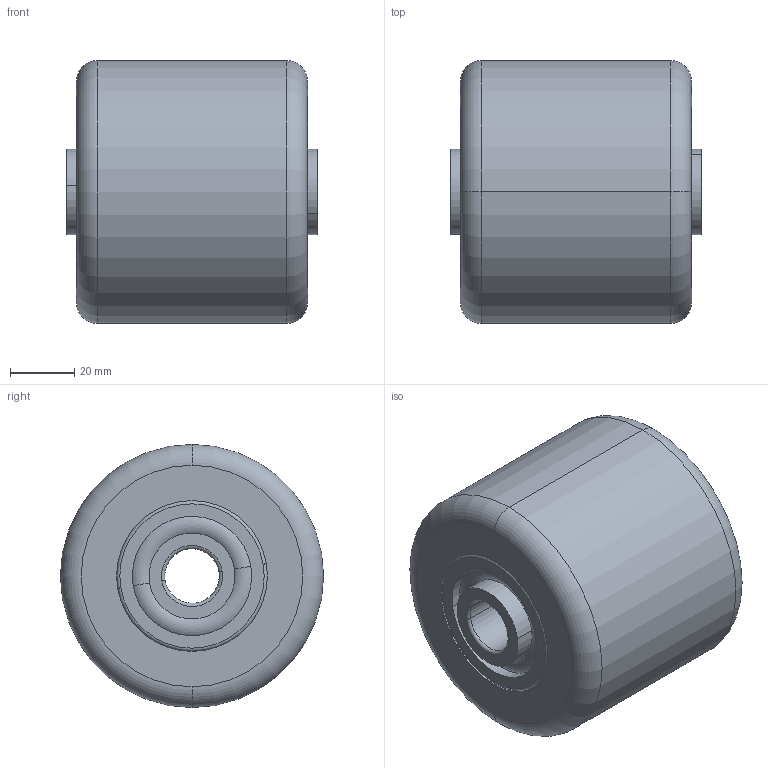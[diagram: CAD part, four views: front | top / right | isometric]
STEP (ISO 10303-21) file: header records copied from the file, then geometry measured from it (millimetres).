
FILE_DESCRIPTION (( 'STEP AP214' ), '1' );
FILE_NAME ('0036828.step', '2022-08-08T09:13:20', ( '' ), ( '' ), 'SwSTEP 2.0', 'SolidWorks 2020', '' );
FILE_SCHEMA (( 'AUTOMOTIVE_DESIGN' ));
Length unit declared in the file: millimetre
Products named in the file (1): 0036828
Bounding box: 78 x 82 x 82 mm (x, y, z)
Volume: 309974.3 mm3; surface area: 56670.2 mm2
Topology: 7 solids, 7 shells, 84 faces, 168 edges, 96 vertices
Faces by surface type: torus 40, cylinder 32, plane 12
Entity records: 3244 total; most frequent: DIRECTION 474, CARTESIAN_POINT 349, ORIENTED_EDGE 336, AXIS2_PLACEMENT_3D 221, EDGE_CURVE 168, CIRCLE 136, EDGE_LOOP 96, VERTEX_POINT 96
